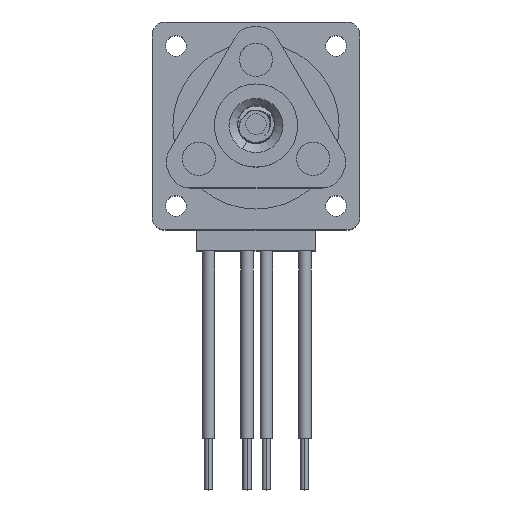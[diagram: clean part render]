
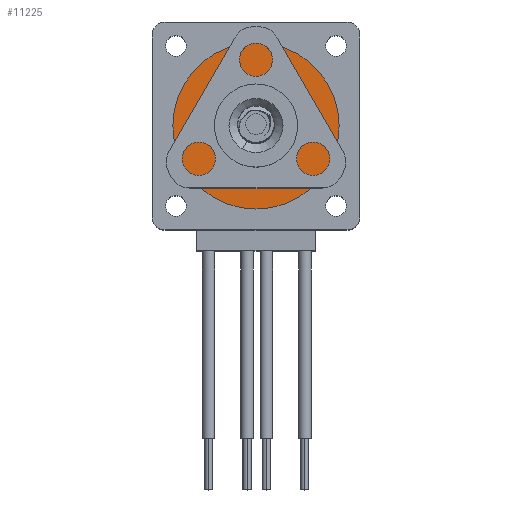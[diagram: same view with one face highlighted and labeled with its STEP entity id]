
A CAD part, top view. The second image highlights one B-rep face of the part: STEP entity #11225.
In plain terms, the highlighted planar face has unit normal (0, 0, 1).
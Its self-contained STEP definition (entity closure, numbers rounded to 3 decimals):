
#148 = CIRCLE ( 'NONE', #12729, 8. ) ;
#260 = CARTESIAN_POINT ( 'NONE',  ( 2.5, 0., 29.85 ) ) ;
#686 = DIRECTION ( 'NONE',  ( 1., 0., 0. ) ) ;
#1229 = AXIS2_PLACEMENT_3D ( 'NONE', #16285, #20106, #24457 ) ;
#1660 = DIRECTION ( 'NONE',  ( 1., 0., 0. ) ) ;
#2408 = EDGE_CURVE ( 'NONE', #5387, #19062, #7307, .T. ) ;
#4055 = CIRCLE ( 'NONE', #26613, 8. ) ;
#4158 = ORIENTED_EDGE ( 'NONE', *, *, #2408, .F. ) ;
#5387 = VERTEX_POINT ( 'NONE', #9280 ) ;
#5574 = EDGE_CURVE ( 'NONE', #8465, #9627, #148, .T. ) ;
#6066 = DIRECTION ( 'NONE',  ( 1., 0., 0. ) ) ;
#6318 = EDGE_CURVE ( 'NONE', #9627, #8465, #4055, .T. ) ;
#7307 = CIRCLE ( 'NONE', #11639, 2.5 ) ;
#7559 = ORIENTED_EDGE ( 'NONE', *, *, #6318, .T. ) ;
#8332 = EDGE_LOOP ( 'NONE', ( #20943, #7559 ) ) ;
#8465 = VERTEX_POINT ( 'NONE', #13926 ) ;
#9280 = CARTESIAN_POINT ( 'NONE',  ( -2.5, 0., 29.85 ) ) ;
#9627 = VERTEX_POINT ( 'NONE', #23621 ) ;
#11225 = ADVANCED_FACE ( 'NONE', ( #16114, #24016 ), #17759, .T. ) ;
#11639 = AXIS2_PLACEMENT_3D ( 'NONE', #13638, #20268, #1660 ) ;
#12118 = EDGE_CURVE ( 'NONE', #19062, #5387, #24656, .T. ) ;
#12729 = AXIS2_PLACEMENT_3D ( 'NONE', #15507, #13474, #21766 ) ;
#13474 = DIRECTION ( 'NONE',  ( 0., 0., 1. ) ) ;
#13638 = CARTESIAN_POINT ( 'NONE',  ( 0., 0., 29.85 ) ) ;
#13926 = CARTESIAN_POINT ( 'NONE',  ( -8., 0., 29.85 ) ) ;
#14965 = CARTESIAN_POINT ( 'NONE',  ( 0., 0., 29.85 ) ) ;
#15507 = CARTESIAN_POINT ( 'NONE',  ( 0., 0., 29.85 ) ) ;
#16114 = FACE_BOUND ( 'NONE', #23583, .T. ) ;
#16285 = CARTESIAN_POINT ( 'NONE',  ( 0., 0., 29.85 ) ) ;
#17759 = PLANE ( 'NONE',  #25087 ) ;
#18559 = CARTESIAN_POINT ( 'NONE',  ( 0., 0., 29.85 ) ) ;
#19062 = VERTEX_POINT ( 'NONE', #260 ) ;
#20106 = DIRECTION ( 'NONE',  ( 0., 0., 1. ) ) ;
#20268 = DIRECTION ( 'NONE',  ( 0., 0., 1. ) ) ;
#20943 = ORIENTED_EDGE ( 'NONE', *, *, #5574, .T. ) ;
#21766 = DIRECTION ( 'NONE',  ( 1., 0., 0. ) ) ;
#22771 = DIRECTION ( 'NONE',  ( 0., 0., 1. ) ) ;
#23583 = EDGE_LOOP ( 'NONE', ( #26152, #4158 ) ) ;
#23621 = CARTESIAN_POINT ( 'NONE',  ( 8., 0., 29.85 ) ) ;
#24016 = FACE_OUTER_BOUND ( 'NONE', #8332, .T. ) ;
#24457 = DIRECTION ( 'NONE',  ( 1., 0., 0. ) ) ;
#24656 = CIRCLE ( 'NONE', #1229, 2.5 ) ;
#24870 = DIRECTION ( 'NONE',  ( 0., 0., 1. ) ) ;
#25087 = AXIS2_PLACEMENT_3D ( 'NONE', #18559, #22771, #6066 ) ;
#26152 = ORIENTED_EDGE ( 'NONE', *, *, #12118, .F. ) ;
#26613 = AXIS2_PLACEMENT_3D ( 'NONE', #14965, #24870, #686 ) ;
